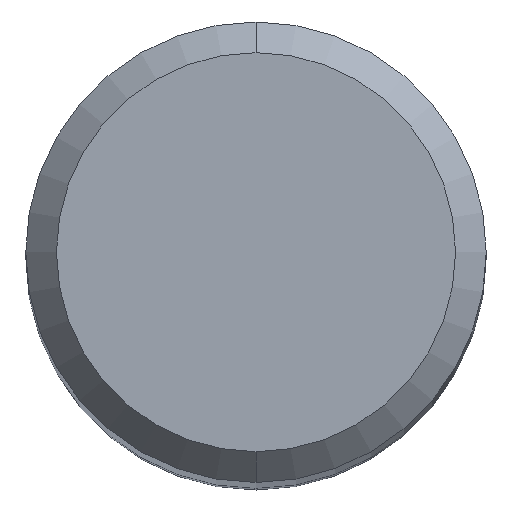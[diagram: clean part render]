
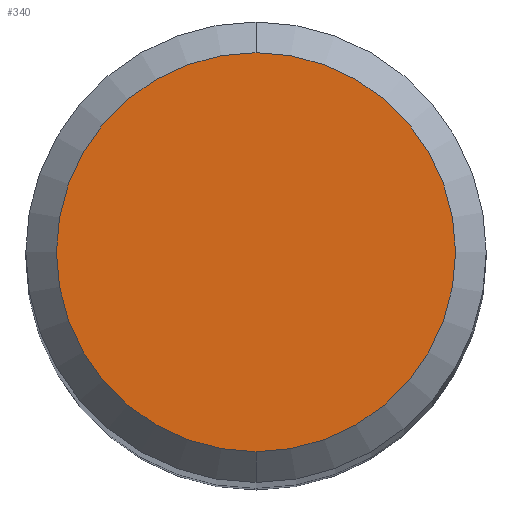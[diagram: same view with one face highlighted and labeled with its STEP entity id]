
A CAD part, top view. The second image highlights one B-rep face of the part: STEP entity #340.
In plain terms, the highlighted planar face has unit normal (0, 0, 1).
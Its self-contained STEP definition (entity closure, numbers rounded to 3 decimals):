
#274=EDGE_CURVE('',#328,#400,#588,.T.);
#308=EDGE_CURVE('',#400,#328,#623,.T.);
#328=VERTEX_POINT('',#646);
#340=ADVANCED_FACE('',(#659),#660,.T.);
#400=VERTEX_POINT('',#726);
#588=CIRCLE('',#992,2.6);
#623=CIRCLE('',#1081,2.6);
#646=CARTESIAN_POINT('',(0.,-2.6,0.0));
#659=FACE_OUTER_BOUND('',#1128,.T.);
#660=PLANE('',#1129);
#726=CARTESIAN_POINT('',(0.0,2.6,0.0));
#992=AXIS2_PLACEMENT_3D('',#1542,#1543,#1544);
#1081=AXIS2_PLACEMENT_3D('',#1559,#1560,#1561);
#1128=EDGE_LOOP('',(#1618,#1619));
#1129=AXIS2_PLACEMENT_3D('',#1620,#1621,#1622);
#1542=CARTESIAN_POINT('',(0.0,0.0,0.0));
#1543=DIRECTION('',(0.0,0.0,-1.0));
#1544=DIRECTION('',(0.0,1.0,0.0));
#1559=CARTESIAN_POINT('',(0.0,0.0,0.0));
#1560=DIRECTION('',(0.0,0.0,-1.0));
#1561=DIRECTION('',(0.0,1.0,0.0));
#1618=ORIENTED_EDGE('',*,*,#308,.F.);
#1619=ORIENTED_EDGE('',*,*,#274,.F.);
#1620=CARTESIAN_POINT('',(0.0,1.3,0.0));
#1621=DIRECTION('',(-0.0,0.0,1.0));
#1622=DIRECTION('',(0.0,-1.0,0.0));
